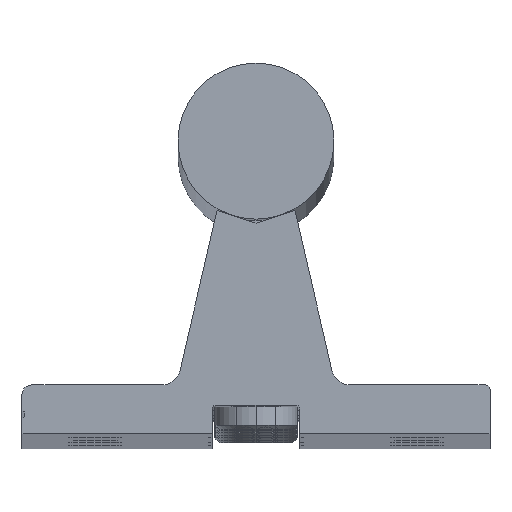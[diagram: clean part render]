
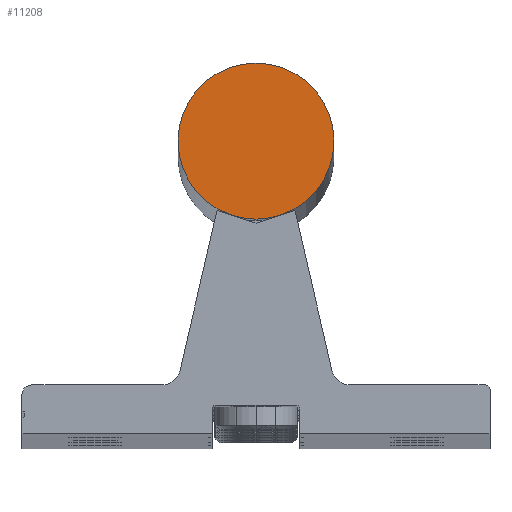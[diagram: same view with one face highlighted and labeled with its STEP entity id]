
A CAD part, top view. The second image highlights one B-rep face of the part: STEP entity #11208.
In plain terms, the highlighted planar face has unit normal (0, 0, 1).
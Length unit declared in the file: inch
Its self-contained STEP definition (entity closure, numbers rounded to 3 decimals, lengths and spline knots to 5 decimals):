
#1347 = ORIENTED_EDGE ( 'NONE', *, *, #9251, .T. ) ;
#1409 = CARTESIAN_POINT ( 'NONE',  ( 0., 1.1811, 0. ) ) ;
#1858 = FACE_OUTER_BOUND ( 'NONE', #4807, .T. ) ;
#2497 = DIRECTION ( 'NONE',  ( 1., 0., 0. ) ) ;
#2724 = CIRCLE ( 'NONE', #11128, 0.31496 ) ;
#3930 = DIRECTION ( 'NONE',  ( 0., 0., 1. ) ) ;
#3985 = DIRECTION ( 'NONE',  ( 0., 0., 1. ) ) ;
#4632 = ORIENTED_EDGE ( 'NONE', *, *, #8497, .T. ) ;
#4807 = EDGE_LOOP ( 'NONE', ( #4632, #1347 ) ) ;
#5610 = VERTEX_POINT ( 'NONE', #12232 ) ;
#5966 = CARTESIAN_POINT ( 'NONE',  ( 0., 1.1811, 0. ) ) ;
#7082 = CIRCLE ( 'NONE', #11170, 0.31496 ) ;
#7642 = CARTESIAN_POINT ( 'NONE',  ( 0., 1.1811, 0. ) ) ;
#7728 = PLANE ( 'NONE',  #13479 ) ;
#8497 = EDGE_CURVE ( 'NONE', #14330, #5610, #2724, .T. ) ;
#9251 = EDGE_CURVE ( 'NONE', #5610, #14330, #7082, .T. ) ;
#9894 = DIRECTION ( 'NONE',  ( 1., 0., 0. ) ) ;
#9999 = CARTESIAN_POINT ( 'NONE',  ( 0.31496, 1.1811, 0. ) ) ;
#11128 = AXIS2_PLACEMENT_3D ( 'NONE', #7642, #3985, #9894 ) ;
#11170 = AXIS2_PLACEMENT_3D ( 'NONE', #1409, #3930, #2497 ) ;
#11208 = ADVANCED_FACE ( 'NONE', ( #1858 ), #7728, .T. ) ;
#12232 = CARTESIAN_POINT ( 'NONE',  ( -0.31496, 1.1811, 0. ) ) ;
#12989 = DIRECTION ( 'NONE',  ( 1., 0., 0. ) ) ;
#13479 = AXIS2_PLACEMENT_3D ( 'NONE', #5966, #14247, #12989 ) ;
#14247 = DIRECTION ( 'NONE',  ( 0., 0., 1. ) ) ;
#14330 = VERTEX_POINT ( 'NONE', #9999 ) ;
